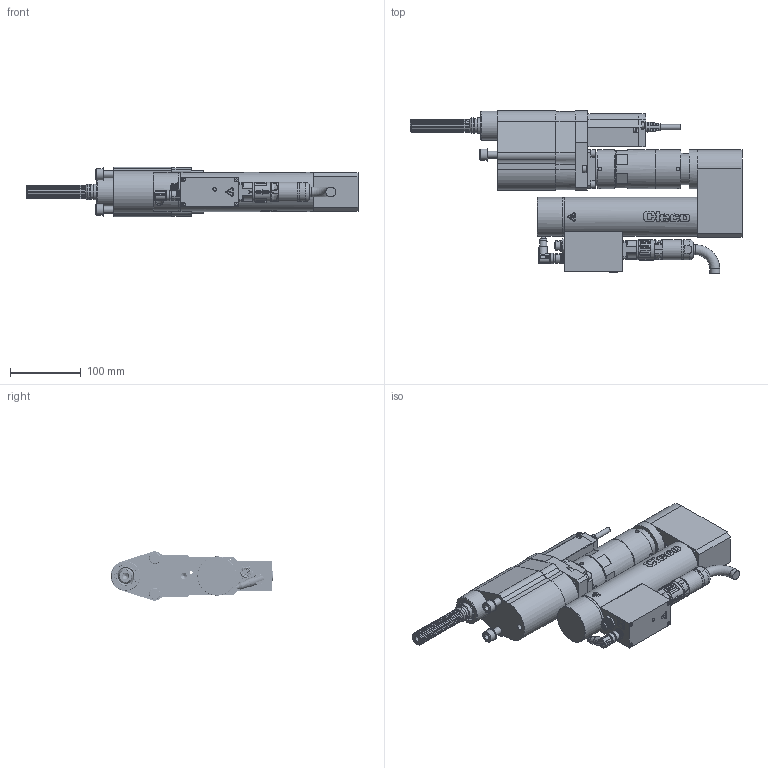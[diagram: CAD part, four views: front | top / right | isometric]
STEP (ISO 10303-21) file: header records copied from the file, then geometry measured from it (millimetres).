
FILE_DESCRIPTION(/* description */ (''),/* implementation_level */ '2;1');
FILE_NAME(/* name */ '2BDU200T1O-A_IAM_001.iam.step',/* time_stamp */ '2021-07-26T07:41:35+02:00',/* author */ ('cideon'),/* organization */ (''),/* preprocessor_version */ 'ST-DEVELOPER v17.2',/* originating_system */ 'Autodesk Inventor 2019',/* authorisation */ '');
FILE_SCHEMA (('AUTOMOTIVE_DESIGN { 1 0 10303 214 3 1 1 }'));
Products named in the file (1): Bauteil7
Bounding box: 467.65 x 228.77 x 69.7 mm (x, y, z)
Volume: 2112436.4 mm3; surface area: 319418.3 mm2
Topology: 3 solids, 3 shells, 4016 faces, 11041 edges, 7270 vertices
Faces by surface type: plane 2500, cylinder 792, bspline 311, cone 262, torus 135, sphere 16
Full cylindrical faces by diameter (mm): 0.434 x2, 0.6 x16, 0.9 x8, 1.83 x2, 2 x1, 2.5 x4, 3 x12, 3.5 x2, 4 x6, 4.3 x4, 5 x7, 5.1 x10, 5.5 x4, 5.9 x1, 6 x6, 6.3 x1, 6.8 x1, 7 x10, 7.25 x4, 7.3 x2, 8 x11, 8.5 x6, 9 x1, 10 x12, 10.5 x2, 10.9 x2, 11 x2, 11.4 x2, 11.426 x1, 11.59 x1
Entity records: 176524 total; most frequent: CARTESIAN_POINT 73356, ORIENTED_EDGE 22024, DIRECTION 20022, EDGE_CURVE 11012, VERTEX_POINT 7270, AXIS2_PLACEMENT_3D 6882, LINE 6258, VECTOR 6258
